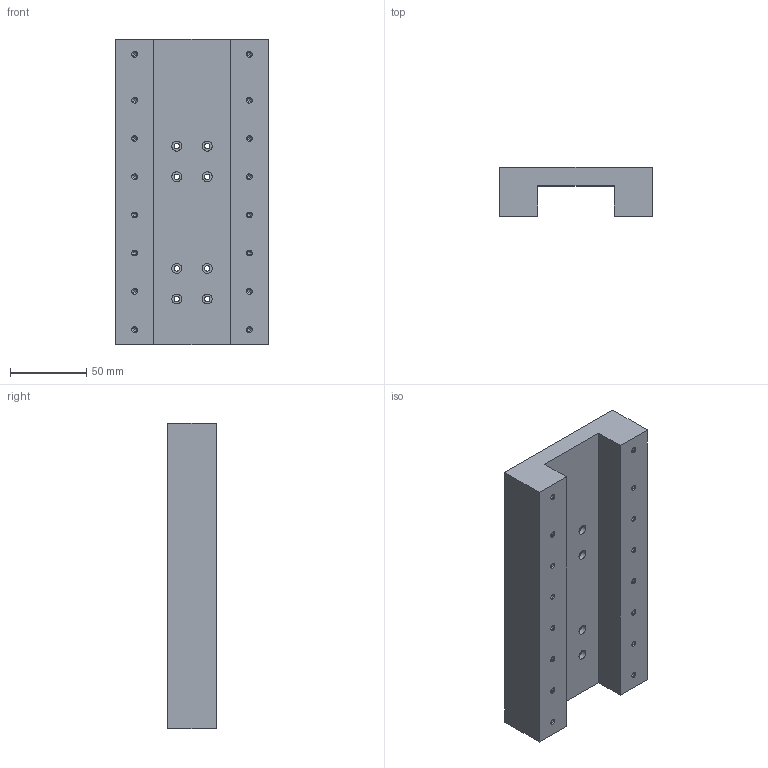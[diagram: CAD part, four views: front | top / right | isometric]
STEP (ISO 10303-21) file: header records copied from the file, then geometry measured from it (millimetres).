
FILE_DESCRIPTION(/* description */ (''),/* implementation_level */ '2;1');
FILE_NAME(/* name */ 'Support Z.step',/* time_stamp */ '2020-06-16T10:35:58+02:00',/* author */ (''),/* organization */ (''),/* preprocessor_version */ 'ST-DEVELOPER v18.1',/* originating_system */ 'Autodesk Translation Framework v9.3.0.1241',/* authorisation */ '');
FILE_SCHEMA (('AUTOMOTIVE_DESIGN { 1 0 10303 214 3 1 1 }'));
Length unit declared in the file: millimetre
Products named in the file (1): Support Z
Bounding box: 100 x 32 x 200 mm (x, y, z)
Volume: 437405.3 mm3; surface area: 67867.2 mm2
Topology: 1 solids, 1 shells, 82 faces, 200 edges, 128 vertices
Faces by surface type: cone 32, cylinder 32, plane 18
Full cylindrical faces by diameter (mm): 2.529 x16, 3.5 x8, 6.5 x8
Entity records: 2417 total; most frequent: DIRECTION 446, CARTESIAN_POINT 395, ORIENTED_EDGE 368, EDGE_CURVE 184, AXIS2_PLACEMENT_3D 179, VERTEX_POINT 128, EDGE_LOOP 122, CIRCLE 96
